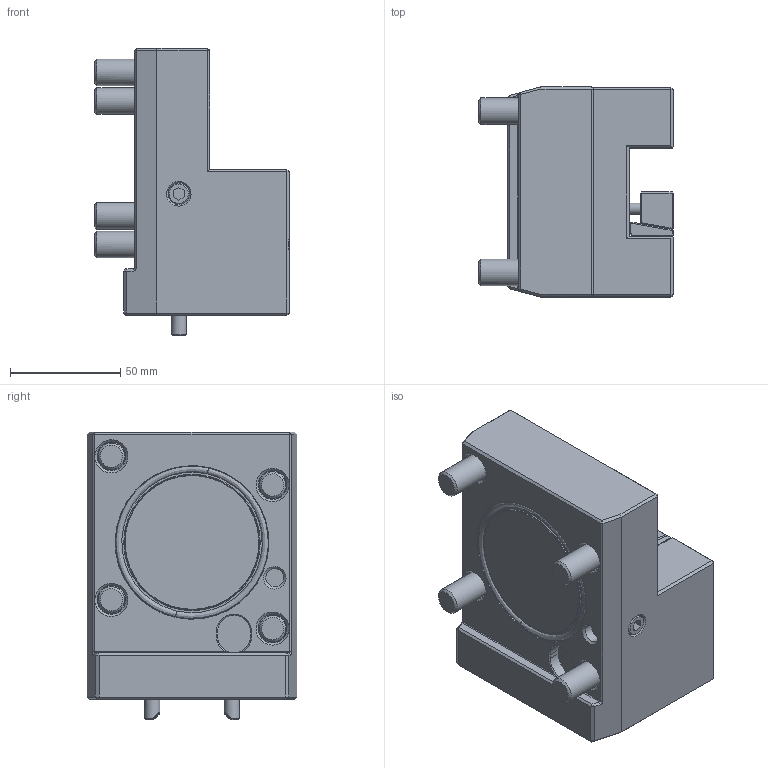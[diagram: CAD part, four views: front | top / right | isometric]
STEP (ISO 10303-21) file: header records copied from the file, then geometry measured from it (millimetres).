
FILE_DESCRIPTION (( 'STEP AP203' ), '1' );
FILE_NAME ('OKEX-ID20MZ.step', '2021-02-05T16:32:51', ( '' ), ( '' ), 'SwSTEP 2.0', 'SolidWorks 2020', '' );
FILE_SCHEMA (( 'CONFIG_CONTROL_DESIGN' ));
Length unit declared in the file: millimetre
Products named in the file (1): OKEX-ID20MZ
Bounding box: 88 x 95 x 130.4 mm (x, y, z)
Volume: 579328.3 mm3; surface area: 78894.2 mm2
Topology: 3 solids, 3 shells, 425 faces, 986 edges, 593 vertices
Faces by surface type: plane 272, cone 66, cylinder 55, torus 16, bspline 14, sphere 2
Full cylindrical faces by diameter (mm): 4 x4, 4.2 x4, 5 x2, 6 x4, 7 x4, 8.2 x1, 8.5 x2, 11 x2, 11.34 x2, 12 x6, 13 x4, 18 x4, 19 x4, 61 x1, 69.2 x1
Entity records: 11449 total; most frequent: CARTESIAN_POINT 2644, DIRECTION 1839, ORIENTED_EDGE 1624, EDGE_CURVE 812, AXIS2_PLACEMENT_3D 664, EDGE_LOOP 560, VERTEX_POINT 522, VECTOR 511
